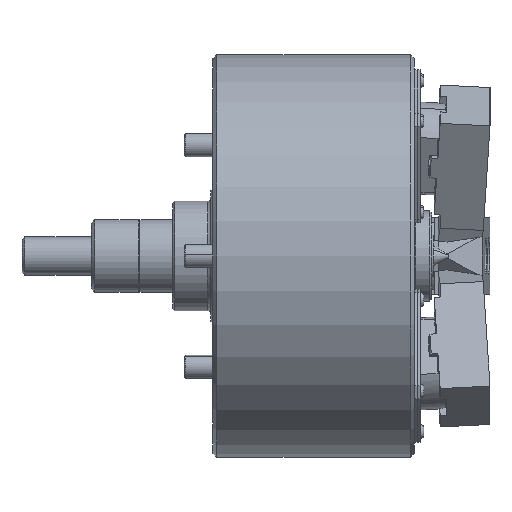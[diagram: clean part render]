
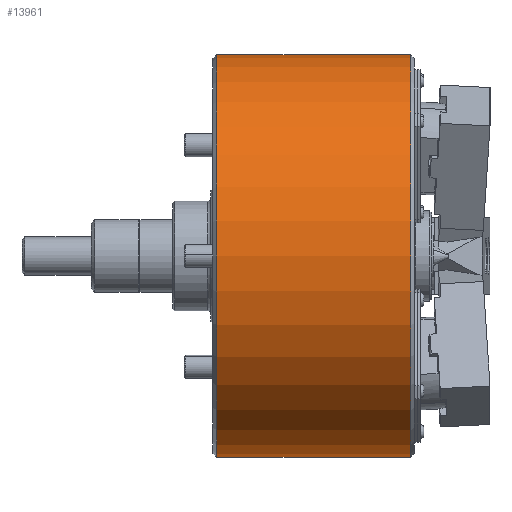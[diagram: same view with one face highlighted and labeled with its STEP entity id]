
A CAD part, front view. The second image highlights one B-rep face of the part: STEP entity #13961.
In plain terms, the highlighted cylindrical face has radius 105 mm (diameter 210 mm), a partial arc.
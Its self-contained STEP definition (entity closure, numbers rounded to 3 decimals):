
#4 = CARTESIAN_POINT ( 'NONE',  ( 103., 0., -105. ) ) ;
#353 = ORIENTED_EDGE ( 'NONE', *, *, #13569, .T. ) ;
#505 = CARTESIAN_POINT ( 'NONE',  ( 103., 0., 0. ) ) ;
#1469 = CARTESIAN_POINT ( 'NONE',  ( 0., 0., 105. ) ) ;
#2288 = DIRECTION ( 'NONE',  ( 0., 0., -1. ) ) ;
#2317 = ORIENTED_EDGE ( 'NONE', *, *, #5455, .F. ) ;
#3328 = CARTESIAN_POINT ( 'NONE',  ( 103., 0., 105. ) ) ;
#3447 = CYLINDRICAL_SURFACE ( 'NONE', #16959, 105. ) ;
#4056 = DIRECTION ( 'NONE',  ( 1., 0., 0. ) ) ;
#5212 = VECTOR ( 'NONE', #4056, 1000. ) ;
#5455 = EDGE_CURVE ( 'NONE', #5752, #9078, #16827, .T. ) ;
#5752 = VERTEX_POINT ( 'NONE', #12885 ) ;
#5886 = CARTESIAN_POINT ( 'NONE',  ( 0., 0., -105. ) ) ;
#5958 = DIRECTION ( 'NONE',  ( 1., 0., 0. ) ) ;
#6399 = VERTEX_POINT ( 'NONE', #4 ) ;
#6823 = DIRECTION ( 'NONE',  ( 1., 0., 0. ) ) ;
#7429 = CARTESIAN_POINT ( 'NONE',  ( 2., 0., -105. ) ) ;
#9078 = VERTEX_POINT ( 'NONE', #3328 ) ;
#10296 = EDGE_CURVE ( 'NONE', #6399, #9078, #11736, .T. ) ;
#10593 = LINE ( 'NONE', #5886, #5212 ) ;
#10602 = DIRECTION ( 'NONE',  ( 1., 0., 0. ) ) ;
#10917 = EDGE_CURVE ( 'NONE', #14476, #6399, #10593, .T. ) ;
#11736 = CIRCLE ( 'NONE', #12544, 105. ) ;
#12544 = AXIS2_PLACEMENT_3D ( 'NONE', #505, #13081, #2288 ) ;
#12885 = CARTESIAN_POINT ( 'NONE',  ( 2., 0., 105. ) ) ;
#13081 = DIRECTION ( 'NONE',  ( -1., 0., 0. ) ) ;
#13569 = EDGE_CURVE ( 'NONE', #5752, #14476, #23160, .T. ) ;
#13961 = ADVANCED_FACE ( 'NONE', ( #18345 ), #3447, .T. ) ;
#14119 = EDGE_LOOP ( 'NONE', ( #2317, #353, #18276, #18978 ) ) ;
#14476 = VERTEX_POINT ( 'NONE', #7429 ) ;
#16697 = CARTESIAN_POINT ( 'NONE',  ( 2., 0., 0. ) ) ;
#16827 = LINE ( 'NONE', #1469, #21032 ) ;
#16959 = AXIS2_PLACEMENT_3D ( 'NONE', #19482, #10602, #17694 ) ;
#17694 = DIRECTION ( 'NONE',  ( 0., 0., -1. ) ) ;
#18276 = ORIENTED_EDGE ( 'NONE', *, *, #10917, .T. ) ;
#18345 = FACE_OUTER_BOUND ( 'NONE', #14119, .T. ) ;
#18487 = DIRECTION ( 'NONE',  ( 0., 0., 1. ) ) ;
#18978 = ORIENTED_EDGE ( 'NONE', *, *, #10296, .T. ) ;
#19482 = CARTESIAN_POINT ( 'NONE',  ( 0., 0., 0. ) ) ;
#21032 = VECTOR ( 'NONE', #6823, 1000. ) ;
#21473 = AXIS2_PLACEMENT_3D ( 'NONE', #16697, #5958, #18487 ) ;
#23160 = CIRCLE ( 'NONE', #21473, 105. ) ;
